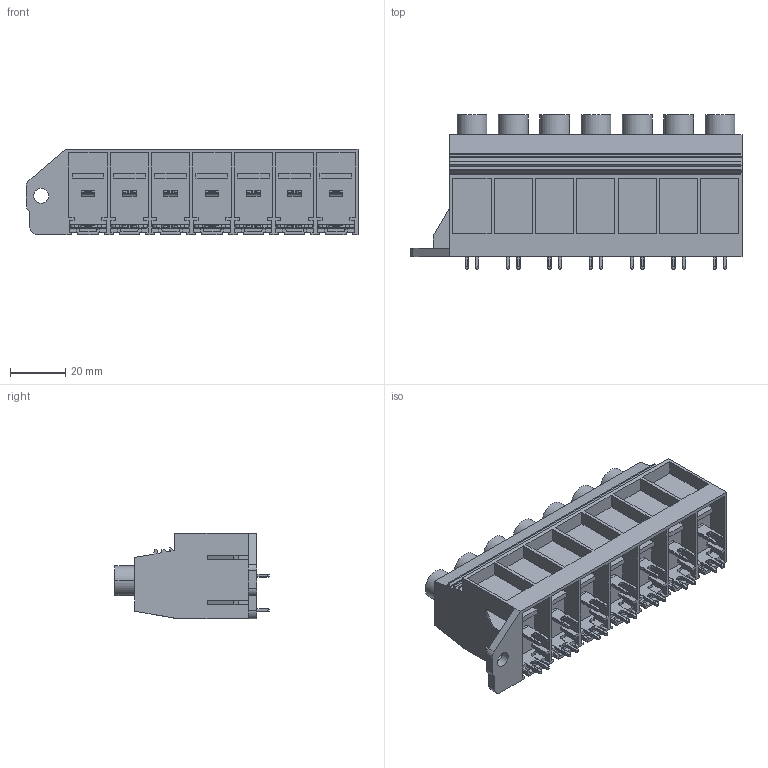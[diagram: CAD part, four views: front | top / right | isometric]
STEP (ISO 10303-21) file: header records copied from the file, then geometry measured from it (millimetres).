
FILE_DESCRIPTION(('CATIA V5 STEP Exchange','CAx-IF Rec.Pracs.--- Model Styling and Organization---1.2---2011-12-15'),'2;1');
FILE_NAME ('D1451660_0_1386630000_1386630000.stp','2016-10-04T11:08:54+00:00',('none'),('Weidmueller'),'CATIA Version 5-6 Release 2014','CATIA V5 STEP AP214','none');
FILE_SCHEMA(('AUTOMOTIVE_DESIGN { 1 0 10303 214 1 1 1 1 }'));
Length unit declared in the file: millimetre
Products named in the file (1): 1386630000_S
Bounding box: 120.5 x 56 x 31 mm (x, y, z)
Volume: 104461 mm3; surface area: 35402 mm2
Topology: 22 solids, 22 shells, 1297 faces, 3651 edges, 2426 vertices
Faces by surface type: plane 889, cylinder 406, extrusion 2
Entity records: 38955 total; most frequent: CARTESIAN_POINT 8636, ORIENTED_EDGE 7302, DIRECTION 4617, EDGE_CURVE 3651, VECTOR 2691, LINE 2689, VERTEX_POINT 2426, EDGE_LOOP 1327
